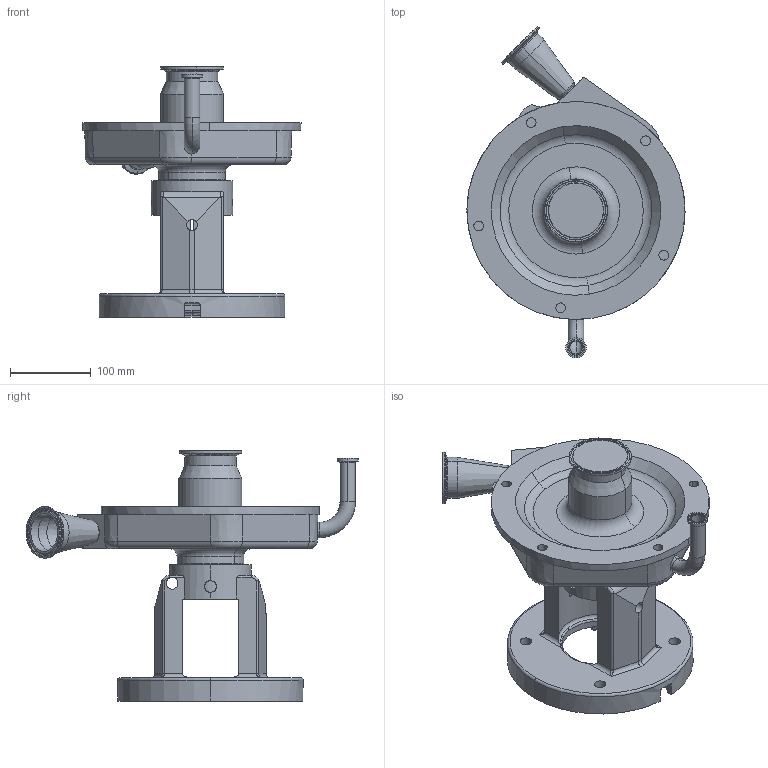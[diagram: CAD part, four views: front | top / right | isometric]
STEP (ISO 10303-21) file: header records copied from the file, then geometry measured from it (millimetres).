
FILE_DESCRIPTION (( 'STEP AP214' ), '1' );
FILE_NAME ('FPX 741-742 250TC 45L 3-4 In ELBOW FRONT.STEP', '2022-12-16T17:41:52', ( '' ), ( '' ), 'SwSTEP 2.0', 'SolidWorks 2021', '' );
FILE_SCHEMA (( 'AUTOMOTIVE_DESIGN' ));
Length unit declared in the file: millimetre
Products named in the file (2): FPX 740 250TC 45L 3-4 In ELBOW FRONT^1275000082.STEP; FPX 741-742 250TC 45L 3-4 In ELBOW FRONT
Assembly tree (1 placements, depth 2):
  FPX 741-742 250TC 45L 3-4 In ELBOW FRONT
    FPX 740 250TC 45L 3-4 In ELBOW FRONT^1275000082.STEP
Bounding box: 269.96 x 411.06 x 310 mm (x, y, z)
Volume: 3829793.1 mm3; surface area: 498534.2 mm2
Topology: 1 solids, 2 shells, 402 faces, 989 edges, 587 vertices
Faces by surface type: cylinder 156, torus 103, plane 74, cone 43, bspline 19, sphere 7
Entity records: 20000 total; most frequent: CARTESIAN_POINT 10464, DIRECTION 2106, ORIENTED_EDGE 1962, EDGE_CURVE 981, AXIS2_PLACEMENT_3D 893, VERTEX_POINT 586, CIRCLE 506, EDGE_LOOP 433
